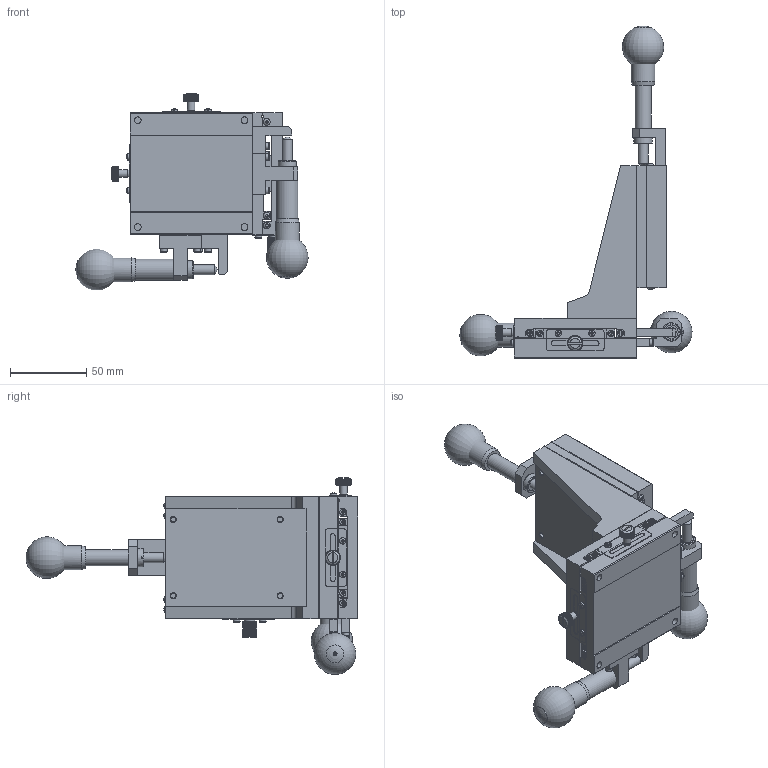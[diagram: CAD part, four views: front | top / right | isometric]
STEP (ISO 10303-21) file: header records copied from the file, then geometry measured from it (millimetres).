
FILE_DESCRIPTION (( 'STEP AP203' ), '1' );
FILE_NAME ('528931.STEP', '2024-11-14T04:11:15', ( 'Windows User' ), ( 'P R C' ), 'SwSTEP 2.0', 'SolidWorks 2020', '' );
FILE_SCHEMA (( 'CONFIG_CONTROL_DESIGN' ));
Products named in the file (1): 528931
Bounding box: 152.1 x 217.49 x 129.01 mm (x, y, z)
Volume: 409648.1 mm3; surface area: 158737.6 mm2
Topology: 11 solids, 15 shells, 7854 faces, 17302 edges, 9555 vertices
Faces by surface type: bspline 4323, cylinder 1665, plane 1308, cone 497, torus 49, sphere 12
Full cylindrical faces by diameter (mm): 2.386 x2, 3 x3, 3.242 x29, 3.958 x2, 4 x18, 4.2 x4, 4.5 x32, 5 x7, 6.5 x5, 7 x1, 8 x12, 10.5 x1, 11.7 x3, 12 x3, 14 x2, 15.644 x3
Entity records: 290123 total; most frequent: CARTESIAN_POINT 170583, ORIENTED_EDGE 33852, EDGE_CURVE 16926, DIRECTION 13715, VERTEX_POINT 9419, EDGE_LOOP 8251, FACE_OUTER_BOUND 8013, ADVANCED_FACE 7854
